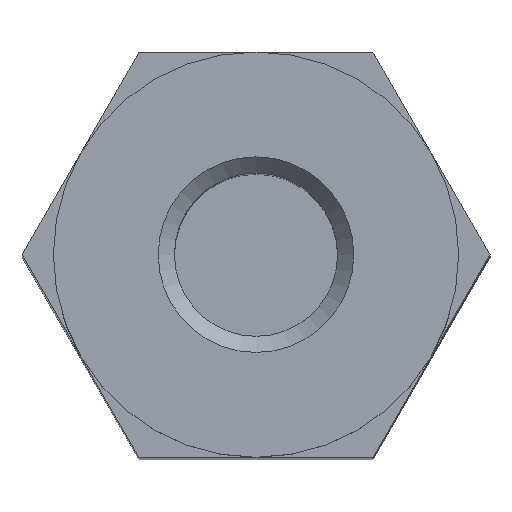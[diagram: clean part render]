
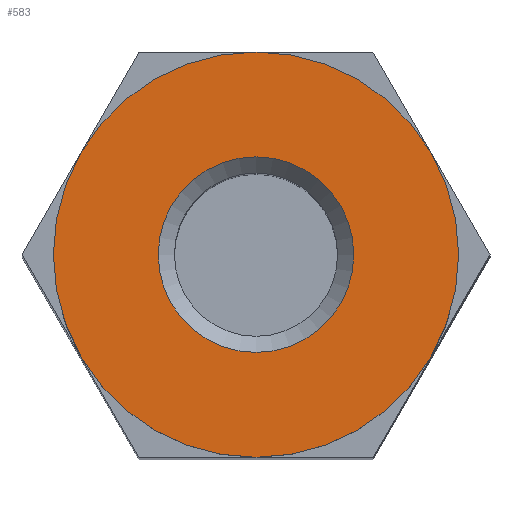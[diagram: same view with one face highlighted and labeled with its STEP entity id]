
A CAD part, top view. The second image highlights one B-rep face of the part: STEP entity #583.
In plain terms, the highlighted planar face has unit normal (0, 0, 1).
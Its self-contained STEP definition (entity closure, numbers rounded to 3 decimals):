
#91=ORIENTED_EDGE('',*,*,#189,.T.);
#92=ORIENTED_EDGE('',*,*,#190,.T.);
#189=EDGE_CURVE('',#239,#239,#271,.T.);
#190=EDGE_CURVE('',#240,#240,#272,.T.);
#239=VERTEX_POINT('',#801);
#240=VERTEX_POINT('',#803);
#271=CIRCLE('',#620,1.207);
#272=CIRCLE('',#621,2.5);
#293=EDGE_LOOP('',(#91));
#294=EDGE_LOOP('',(#92));
#329=FACE_BOUND('',#293,.T.);
#330=FACE_BOUND('',#294,.T.);
#361=PLANE('',#619);
#583=ADVANCED_FACE('',(#329,#330),#361,.T.);
#619=AXIS2_PLACEMENT_3D('',#799,#675,#676);
#620=AXIS2_PLACEMENT_3D('',#800,#677,#678);
#621=AXIS2_PLACEMENT_3D('',#802,#679,#680);
#675=DIRECTION('',(0.,0.,1.));
#676=DIRECTION('',(1.,0.,0.));
#677=DIRECTION('',(0.,0.,-1.));
#678=DIRECTION('',(1.,0.,0.));
#679=DIRECTION('',(0.,0.,1.));
#680=DIRECTION('',(1.,0.,0.));
#799=CARTESIAN_POINT('',(0.,0.,9.5));
#800=CARTESIAN_POINT('',(0.,0.,9.5));
#801=CARTESIAN_POINT('',(1.207,0.,9.5));
#802=CARTESIAN_POINT('',(0.,0.,9.5));
#803=CARTESIAN_POINT('',(2.5,0.,9.5));
